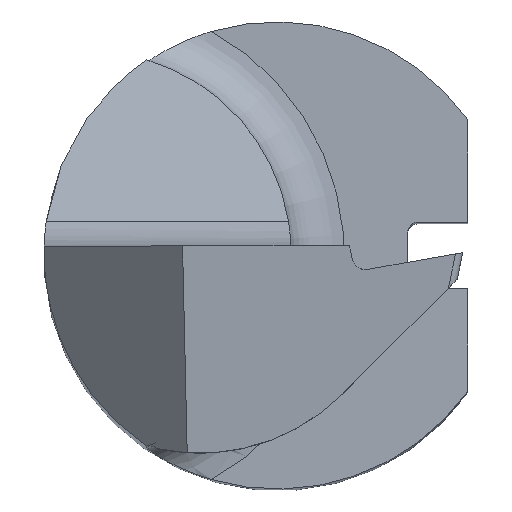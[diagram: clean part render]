
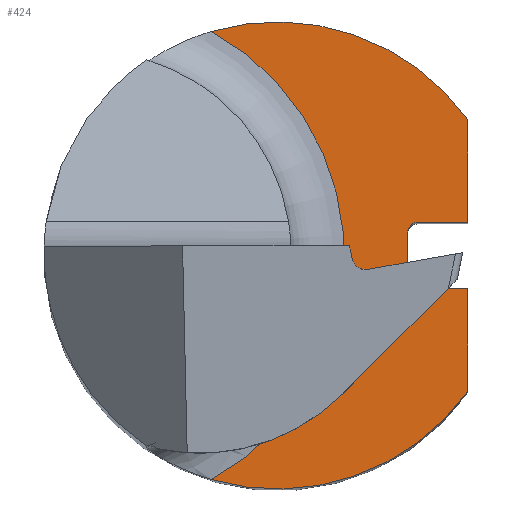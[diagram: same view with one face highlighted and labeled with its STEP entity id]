
A CAD part, top view. The second image highlights one B-rep face of the part: STEP entity #424.
In plain terms, the highlighted planar face has unit normal (0, 0, 1).
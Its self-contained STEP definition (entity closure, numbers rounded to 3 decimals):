
#8 = VERTEX_POINT ( 'NONE', #352 ) ;
#14 = CARTESIAN_POINT ( 'NONE',  ( 64.45, -0.5, 15. ) ) ;
#40 = ORIENTED_EDGE ( 'NONE', *, *, #904, .T. ) ;
#44 = EDGE_CURVE ( 'NONE', #740, #430, #262, .T. ) ;
#53 = DIRECTION ( 'NONE',  ( 0., 1., 0. ) ) ;
#56 = CARTESIAN_POINT ( 'NONE',  ( 2.1, 0.35, 15. ) ) ;
#78 = CARTESIAN_POINT ( 'NONE',  ( 64.45, 0.5, 15. ) ) ;
#91 = VECTOR ( 'NONE', #251, 1000. ) ;
#98 = DIRECTION ( 'NONE',  ( 0., 0., 1. ) ) ;
#120 = DIRECTION ( 'NONE',  ( 0., 0., 1. ) ) ;
#127 = VECTOR ( 'NONE', #637, 1000. ) ;
#145 = AXIS2_PLACEMENT_3D ( 'NONE', #56, #1017, #936 ) ;
#163 = EDGE_CURVE ( 'NONE', #915, #200, #373, .T. ) ;
#175 = CARTESIAN_POINT ( 'NONE',  ( 1.95, -0.35, 15. ) ) ;
#196 = VERTEX_POINT ( 'NONE', #282 ) ;
#200 = VERTEX_POINT ( 'NONE', #436 ) ;
#233 = CARTESIAN_POINT ( 'NONE',  ( 2.85, 0.5, 15. ) ) ;
#250 = AXIS2_PLACEMENT_3D ( 'NONE', #708, #1032, #629 ) ;
#251 = DIRECTION ( 'NONE',  ( 1., 0., 0. ) ) ;
#262 = CIRCLE ( 'NONE', #442, 0.15 ) ;
#282 = CARTESIAN_POINT ( 'NONE',  ( 2.85, -2.032, 15. ) ) ;
#304 = ORIENTED_EDGE ( 'NONE', *, *, #163, .T. ) ;
#317 = LINE ( 'NONE', #401, #127 ) ;
#325 = ORIENTED_EDGE ( 'NONE', *, *, #586, .T. ) ;
#352 = CARTESIAN_POINT ( 'NONE',  ( 2.85, -0.5, 15. ) ) ;
#355 = CARTESIAN_POINT ( 'NONE',  ( 2.1, -0.35, 15. ) ) ;
#373 = LINE ( 'NONE', #775, #980 ) ;
#379 = EDGE_LOOP ( 'NONE', ( #325, #40, #503, #568, #973, #935, #538, #1038, #857, #304 ) ) ;
#380 = EDGE_CURVE ( 'NONE', #740, #8, #979, .T. ) ;
#401 = CARTESIAN_POINT ( 'NONE',  ( 1.95, 0.5, 15. ) ) ;
#410 = EDGE_CURVE ( 'NONE', #1021, #915, #414, .T. ) ;
#414 = LINE ( 'NONE', #78, #91 ) ;
#424 = ADVANCED_FACE ( 'NONE', ( #583 ), #974, .T. ) ;
#430 = VERTEX_POINT ( 'NONE', #175 ) ;
#436 = CARTESIAN_POINT ( 'NONE',  ( 2.85, 2.032, 15. ) ) ;
#442 = AXIS2_PLACEMENT_3D ( 'NONE', #355, #595, #834 ) ;
#503 = ORIENTED_EDGE ( 'NONE', *, *, #804, .T. ) ;
#519 = CARTESIAN_POINT ( 'NONE',  ( 0., 0., 15. ) ) ;
#525 = DIRECTION ( 'NONE',  ( 1., 0., 0. ) ) ;
#533 = DIRECTION ( 'NONE',  ( 0., 0., -1. ) ) ;
#538 = ORIENTED_EDGE ( 'NONE', *, *, #619, .F. ) ;
#563 = CIRCLE ( 'NONE', #145, 0.15 ) ;
#568 = ORIENTED_EDGE ( 'NONE', *, *, #797, .T. ) ;
#583 = FACE_OUTER_BOUND ( 'NONE', #379, .T. ) ;
#586 = EDGE_CURVE ( 'NONE', #200, #751, #616, .T. ) ;
#593 = CARTESIAN_POINT ( 'NONE',  ( 1.95, 0.35, 15. ) ) ;
#595 = DIRECTION ( 'NONE',  ( 0., 0., -1. ) ) ;
#597 = CARTESIAN_POINT ( 'NONE',  ( 2.85, 2.032, 15. ) ) ;
#614 = VECTOR ( 'NONE', #969, 1000. ) ;
#616 = CIRCLE ( 'NONE', #250, 3.5 ) ;
#619 = EDGE_CURVE ( 'NONE', #757, #430, #317, .T. ) ;
#629 = DIRECTION ( 'NONE',  ( 1., 0., 0. ) ) ;
#630 = CARTESIAN_POINT ( 'NONE',  ( -2.827, 0., 15. ) ) ;
#637 = DIRECTION ( 'NONE',  ( 0., -1., 0. ) ) ;
#649 = VECTOR ( 'NONE', #901, 1000. ) ;
#660 = CARTESIAN_POINT ( 'NONE',  ( -0.325, -0.054, 15. ) ) ;
#662 = AXIS2_PLACEMENT_3D ( 'NONE', #660, #98, #731 ) ;
#664 = AXIS2_PLACEMENT_3D ( 'NONE', #630, #533, #928 ) ;
#675 = LINE ( 'NONE', #597, #649 ) ;
#692 = VERTEX_POINT ( 'NONE', #760 ) ;
#708 = CARTESIAN_POINT ( 'NONE',  ( 0., 0., 15. ) ) ;
#723 = CARTESIAN_POINT ( 'NONE',  ( 2.1, 0.5, 15. ) ) ;
#731 = DIRECTION ( 'NONE',  ( 1., 0., 0. ) ) ;
#739 = CARTESIAN_POINT ( 'NONE',  ( 2.1, -0.5, 15. ) ) ;
#740 = VERTEX_POINT ( 'NONE', #739 ) ;
#751 = VERTEX_POINT ( 'NONE', #991 ) ;
#757 = VERTEX_POINT ( 'NONE', #593 ) ;
#760 = CARTESIAN_POINT ( 'NONE',  ( -0.99, -3.357, 15. ) ) ;
#762 = CIRCLE ( 'NONE', #815, 3.5 ) ;
#775 = CARTESIAN_POINT ( 'NONE',  ( 2.85, 2.032, 15. ) ) ;
#797 = EDGE_CURVE ( 'NONE', #196, #8, #675, .T. ) ;
#804 = EDGE_CURVE ( 'NONE', #692, #196, #762, .T. ) ;
#815 = AXIS2_PLACEMENT_3D ( 'NONE', #519, #120, #525 ) ;
#834 = DIRECTION ( 'NONE',  ( 1., 0., 0. ) ) ;
#839 = EDGE_CURVE ( 'NONE', #757, #1021, #563, .T. ) ;
#857 = ORIENTED_EDGE ( 'NONE', *, *, #410, .T. ) ;
#901 = DIRECTION ( 'NONE',  ( 0., 1., 0. ) ) ;
#904 = EDGE_CURVE ( 'NONE', #751, #692, #998, .T. ) ;
#915 = VERTEX_POINT ( 'NONE', #233 ) ;
#928 = DIRECTION ( 'NONE',  ( 1., 0., 0. ) ) ;
#935 = ORIENTED_EDGE ( 'NONE', *, *, #44, .T. ) ;
#936 = DIRECTION ( 'NONE',  ( 1., 0., 0. ) ) ;
#969 = DIRECTION ( 'NONE',  ( 1., 0., 0. ) ) ;
#973 = ORIENTED_EDGE ( 'NONE', *, *, #380, .F. ) ;
#974 = PLANE ( 'NONE',  #662 ) ;
#979 = LINE ( 'NONE', #14, #614 ) ;
#980 = VECTOR ( 'NONE', #53, 1000. ) ;
#991 = CARTESIAN_POINT ( 'NONE',  ( -0.99, 3.357, 15. ) ) ;
#998 = CIRCLE ( 'NONE', #664, 3.827 ) ;
#1017 = DIRECTION ( 'NONE',  ( 0., 0., -1. ) ) ;
#1021 = VERTEX_POINT ( 'NONE', #723 ) ;
#1032 = DIRECTION ( 'NONE',  ( 0., 0., 1. ) ) ;
#1038 = ORIENTED_EDGE ( 'NONE', *, *, #839, .T. ) ;
